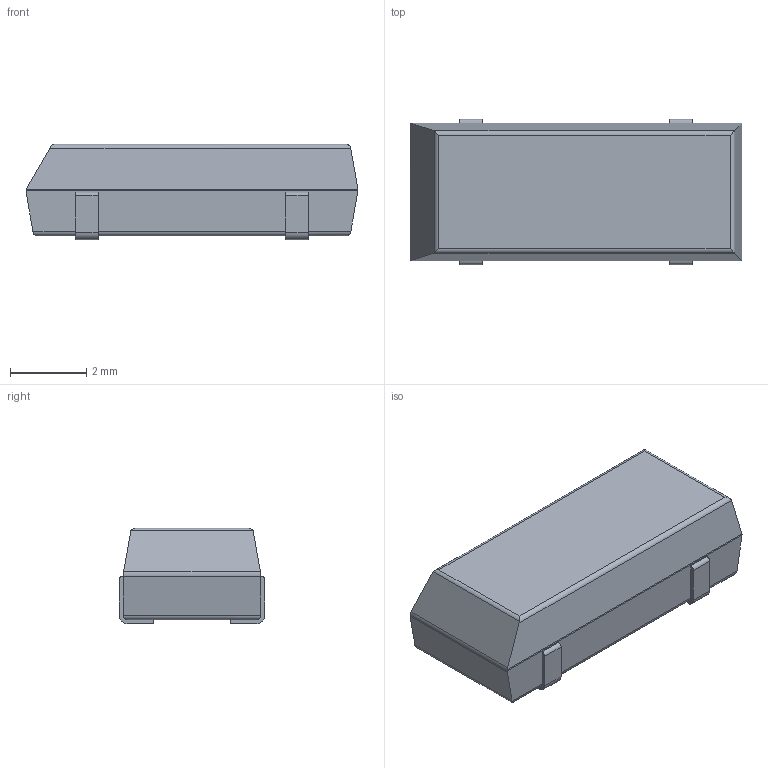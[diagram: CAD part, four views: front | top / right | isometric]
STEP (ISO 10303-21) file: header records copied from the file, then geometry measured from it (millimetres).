
FILE_DESCRIPTION(/* description */ (''),/* implementation_level */ '2;1');
FILE_NAME(/* name */ 'LFXTAL016178.step',/* time_stamp */ '2019-06-12T09:00:14+02:00',/* author */ (''),/* organization */ (''),/* preprocessor_version */ 'ST-DEVELOPER v18',/* originating_system */ 'Autodesk Translation Framework v8.2.0.1029',/* authorisation */ '');
FILE_SCHEMA (('AUTOMOTIVE_DESIGN { 1 0 10303 214 3 1 1 }'));
Length unit declared in the file: millimetre
Products named in the file (1): LFXTAL016178
Bounding box: 8.69 x 3.8 x 2.5 mm (x, y, z)
Volume: 70.6 mm3; surface area: 137.1 mm2
Topology: 5 solids, 5 shells, 74 faces, 190 edges, 126 vertices
Faces by surface type: plane 50, cylinder 24
Entity records: 2291 total; most frequent: CARTESIAN_POINT 403, DIRECTION 382, ORIENTED_EDGE 380, EDGE_CURVE 190, LINE 140, VECTOR 140, VERTEX_POINT 126, AXIS2_PLACEMENT_3D 121
